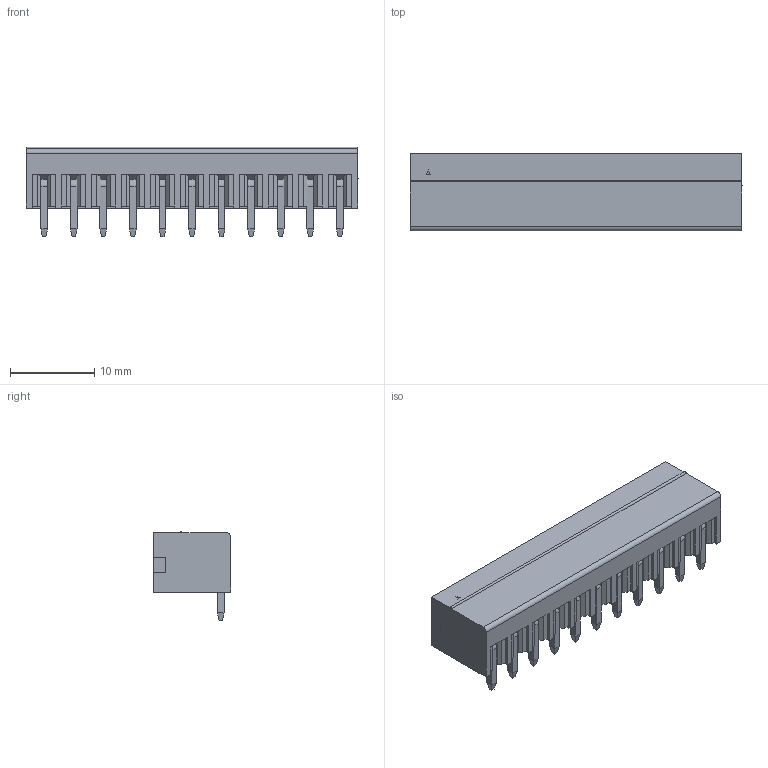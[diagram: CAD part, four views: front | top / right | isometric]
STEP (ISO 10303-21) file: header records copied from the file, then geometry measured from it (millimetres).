
FILE_DESCRIPTION (( 'STEP AP214' ), '1' );
FILE_NAME ('15EDGRC-3.5-11P-14-00AH.STEP', '2021-01-29T01:57:39', ( '' ), ( '' ), 'SwSTEP 2.0', 'SolidWorks 2020', '' );
FILE_SCHEMA (( 'AUTOMOTIVE_DESIGN' ));
Length unit declared in the file: millimetre
Products named in the file (1): 15EDGRC-3.5-11P-14-00AH
Bounding box: 39.3 x 9.2 x 10.6 mm (x, y, z)
Volume: 1108.1 mm3; surface area: 3814.9 mm2
Topology: 1 solids, 12 shells, 1122 faces, 2963 edges, 1924 vertices
Faces by surface type: plane 912, bspline 142, cylinder 35, torus 22, cone 11
Entity records: 46628 total; most frequent: CARTESIAN_POINT 14304, ORIENTED_EDGE 5926, DIRECTION 4788, EDGE_CURVE 2963, VECTOR 2532, LINE 2532, VERTEX_POINT 1924, EDGE_LOOP 1181
